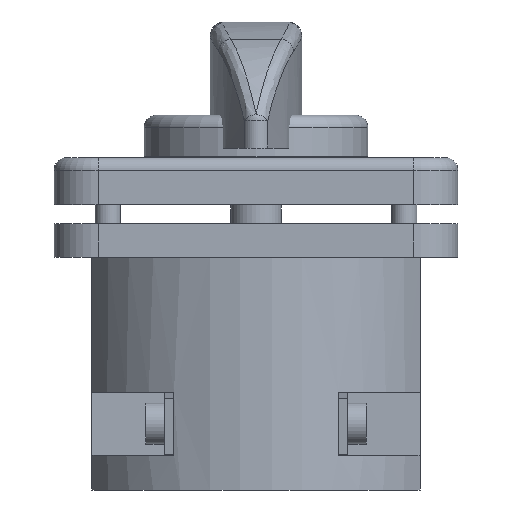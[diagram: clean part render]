
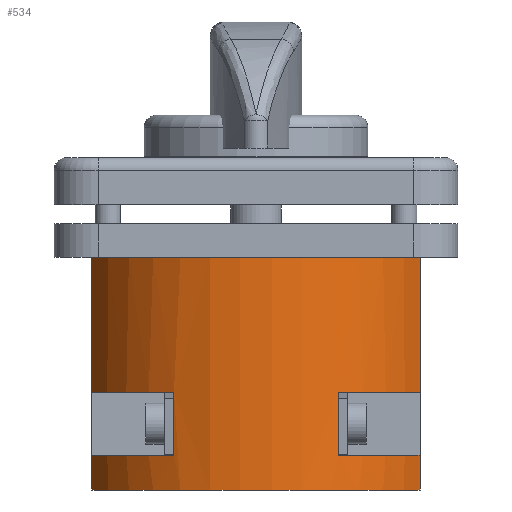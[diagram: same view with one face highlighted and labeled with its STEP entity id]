
A CAD part, front view. The second image highlights one B-rep face of the part: STEP entity #534.
In plain terms, the highlighted cylindrical face has radius 29.1 mm (diameter 58.2 mm), a partial arc.
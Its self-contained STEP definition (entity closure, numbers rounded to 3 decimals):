
#21 = FACE_OUTER_BOUND ( 'NONE', #7847, .T. ) ;
#445 = ORIENTED_EDGE ( 'NONE', *, *, #8523, .T. ) ;
#513 = CARTESIAN_POINT ( 'NONE',  ( -26., -13.069, -42.2 ) ) ;
#534 = ADVANCED_FACE ( 'NONE', ( #21 ), #8812, .T. ) ;
#542 = DIRECTION ( 'NONE',  ( 0., 0., 1. ) ) ;
#634 = DIRECTION ( 'NONE',  ( 0., 0., -1. ) ) ;
#660 = CARTESIAN_POINT ( 'NONE',  ( 0., 0., -26.7 ) ) ;
#684 = CARTESIAN_POINT ( 'NONE',  ( 26., -13.069, -42.2 ) ) ;
#687 = CARTESIAN_POINT ( 'NONE',  ( 0., 0., -5.3 ) ) ;
#779 = VECTOR ( 'NONE', #8839, 1000. ) ;
#993 = CIRCLE ( 'NONE', #7471, 29.1 ) ;
#1114 = CARTESIAN_POINT ( 'NONE',  ( 26., -13.069, -26.7 ) ) ;
#1248 = CIRCLE ( 'NONE', #7474, 29.1 ) ;
#1332 = CARTESIAN_POINT ( 'NONE',  ( 26., -13.069, -42.2 ) ) ;
#1361 = CARTESIAN_POINT ( 'NONE',  ( 13., -26.035, -42.2 ) ) ;
#1391 = DIRECTION ( 'NONE',  ( 1., 0., 0. ) ) ;
#1417 = DIRECTION ( 'NONE',  ( -1., 0., 0. ) ) ;
#1436 = CARTESIAN_POINT ( 'NONE',  ( -26., -13.069, -5.3 ) ) ;
#1463 = VECTOR ( 'NONE', #542, 1000. ) ;
#1737 = VERTEX_POINT ( 'NONE', #6698 ) ;
#1789 = ORIENTED_EDGE ( 'NONE', *, *, #8537, .F. ) ;
#1851 = DIRECTION ( 'NONE',  ( 1., 0., 0. ) ) ;
#1873 = CARTESIAN_POINT ( 'NONE',  ( -13., -26.035, -42.2 ) ) ;
#1930 = LINE ( 'NONE', #513, #1463 ) ;
#1932 = VERTEX_POINT ( 'NONE', #1114 ) ;
#2004 = VERTEX_POINT ( 'NONE', #3422 ) ;
#2011 = DIRECTION ( 'NONE',  ( 0., 0., -1. ) ) ;
#2073 = DIRECTION ( 'NONE',  ( 0., 0., 1. ) ) ;
#2120 = ORIENTED_EDGE ( 'NONE', *, *, #8533, .F. ) ;
#2131 = CARTESIAN_POINT ( 'NONE',  ( 26., -13.069, -42.2 ) ) ;
#2461 = VERTEX_POINT ( 'NONE', #5071 ) ;
#2477 = VERTEX_POINT ( 'NONE', #3021 ) ;
#2507 = LINE ( 'NONE', #3640, #4630 ) ;
#2755 = CIRCLE ( 'NONE', #7456, 29.1 ) ;
#2819 = DIRECTION ( 'NONE',  ( 0., 0., 1. ) ) ;
#2849 = DIRECTION ( 'NONE',  ( 0., 0., 1. ) ) ;
#2915 = CARTESIAN_POINT ( 'NONE',  ( 26., -13.069, -36.7 ) ) ;
#2938 = DIRECTION ( 'NONE',  ( 0., 0., 1. ) ) ;
#3021 = CARTESIAN_POINT ( 'NONE',  ( -13., -26.035, -26.7 ) ) ;
#3163 = ORIENTED_EDGE ( 'NONE', *, *, #8565, .F. ) ;
#3199 = LINE ( 'NONE', #1332, #4841 ) ;
#3422 = CARTESIAN_POINT ( 'NONE',  ( -13., -26.035, -36.7 ) ) ;
#3640 = CARTESIAN_POINT ( 'NONE',  ( -26., -13.069, -42.2 ) ) ;
#3864 = VECTOR ( 'NONE', #7884, 1000. ) ;
#3926 = CARTESIAN_POINT ( 'NONE',  ( -26., -13.069, -26.7 ) ) ;
#4223 = ORIENTED_EDGE ( 'NONE', *, *, #8552, .T. ) ;
#4610 = ORIENTED_EDGE ( 'NONE', *, *, #8459, .T. ) ;
#4630 = VECTOR ( 'NONE', #8147, 1000. ) ;
#4667 = CARTESIAN_POINT ( 'NONE',  ( 26., -13.069, -5.3 ) ) ;
#4841 = VECTOR ( 'NONE', #2073, 1000. ) ;
#4885 = CARTESIAN_POINT ( 'NONE',  ( -26., -13.069, -36.7 ) ) ;
#5071 = CARTESIAN_POINT ( 'NONE',  ( -26., -13.069, -42.2 ) ) ;
#5148 = VERTEX_POINT ( 'NONE', #684 ) ;
#5410 = AXIS2_PLACEMENT_3D ( 'NONE', #7143, #7862, #1851 ) ;
#5556 = DIRECTION ( 'NONE',  ( 0., 0., -1. ) ) ;
#5582 = DIRECTION ( 'NONE',  ( 0., 0., 1. ) ) ;
#5592 = LINE ( 'NONE', #1873, #3864 ) ;
#5798 = ORIENTED_EDGE ( 'NONE', *, *, #8519, .T. ) ;
#6057 = VERTEX_POINT ( 'NONE', #4885 ) ;
#6102 = CARTESIAN_POINT ( 'NONE',  ( 0., 0., -36.7 ) ) ;
#6103 = CIRCLE ( 'NONE', #7444, 29.1 ) ;
#6146 = ORIENTED_EDGE ( 'NONE', *, *, #8569, .T. ) ;
#6153 = VERTEX_POINT ( 'NONE', #2915 ) ;
#6283 = LINE ( 'NONE', #2131, #779 ) ;
#6466 = LINE ( 'NONE', #1361, #7985 ) ;
#6512 = ORIENTED_EDGE ( 'NONE', *, *, #8498, .F. ) ;
#6664 = CIRCLE ( 'NONE', #7487, 29.1 ) ;
#6693 = DIRECTION ( 'NONE',  ( 1., 0., 0. ) ) ;
#6698 = CARTESIAN_POINT ( 'NONE',  ( 13., -26.035, -36.7 ) ) ;
#6732 = CARTESIAN_POINT ( 'NONE',  ( 0., 0., -42.2 ) ) ;
#6758 = CARTESIAN_POINT ( 'NONE',  ( 0., 0., -36.7 ) ) ;
#6822 = CIRCLE ( 'NONE', #7514, 29.1 ) ;
#6825 = CARTESIAN_POINT ( 'NONE',  ( 0., 0., -26.7 ) ) ;
#6940 = ORIENTED_EDGE ( 'NONE', *, *, #8535, .F. ) ;
#7007 = VERTEX_POINT ( 'NONE', #7043 ) ;
#7041 = VERTEX_POINT ( 'NONE', #3926 ) ;
#7043 = CARTESIAN_POINT ( 'NONE',  ( 13., -26.035, -26.7 ) ) ;
#7114 = VERTEX_POINT ( 'NONE', #4667 ) ;
#7143 = CARTESIAN_POINT ( 'NONE',  ( 0., 0., -42.2 ) ) ;
#7356 = DIRECTION ( 'NONE',  ( 1., 0., 0. ) ) ;
#7384 = VERTEX_POINT ( 'NONE', #1436 ) ;
#7388 = DIRECTION ( 'NONE',  ( -1., 0., 0. ) ) ;
#7444 = AXIS2_PLACEMENT_3D ( 'NONE', #6825, #2938, #7481 ) ;
#7456 = AXIS2_PLACEMENT_3D ( 'NONE', #687, #5582, #1417 ) ;
#7471 = AXIS2_PLACEMENT_3D ( 'NONE', #660, #5556, #1391 ) ;
#7474 = AXIS2_PLACEMENT_3D ( 'NONE', #6758, #2849, #7388 ) ;
#7481 = DIRECTION ( 'NONE',  ( -1., 0., 0. ) ) ;
#7487 = AXIS2_PLACEMENT_3D ( 'NONE', #6732, #2819, #7356 ) ;
#7514 = AXIS2_PLACEMENT_3D ( 'NONE', #6102, #2011, #6693 ) ;
#7847 = EDGE_LOOP ( 'NONE', ( #4610, #8275, #6512, #5798, #445, #2120, #6940, #1789, #4223, #8175, #3163, #6146 ) ) ;
#7862 = DIRECTION ( 'NONE',  ( 0., 0., 1. ) ) ;
#7884 = DIRECTION ( 'NONE',  ( 0., 0., -1. ) ) ;
#7985 = VECTOR ( 'NONE', #634, 1000. ) ;
#8147 = DIRECTION ( 'NONE',  ( 0., 0., 1. ) ) ;
#8175 = ORIENTED_EDGE ( 'NONE', *, *, #8554, .F. ) ;
#8275 = ORIENTED_EDGE ( 'NONE', *, *, #8497, .T. ) ;
#8459 = EDGE_CURVE ( 'NONE', #2477, #2004, #5592, .T. ) ;
#8497 = EDGE_CURVE ( 'NONE', #2004, #6057, #6822, .T. ) ;
#8498 = EDGE_CURVE ( 'NONE', #2461, #6057, #1930, .T. ) ;
#8519 = EDGE_CURVE ( 'NONE', #2461, #5148, #6664, .T. ) ;
#8523 = EDGE_CURVE ( 'NONE', #5148, #6153, #3199, .T. ) ;
#8533 = EDGE_CURVE ( 'NONE', #1737, #6153, #1248, .T. ) ;
#8535 = EDGE_CURVE ( 'NONE', #7007, #1737, #6466, .T. ) ;
#8537 = EDGE_CURVE ( 'NONE', #1932, #7007, #993, .T. ) ;
#8552 = EDGE_CURVE ( 'NONE', #1932, #7114, #6283, .T. ) ;
#8554 = EDGE_CURVE ( 'NONE', #7384, #7114, #2755, .T. ) ;
#8565 = EDGE_CURVE ( 'NONE', #7041, #7384, #2507, .T. ) ;
#8569 = EDGE_CURVE ( 'NONE', #7041, #2477, #6103, .T. ) ;
#8812 = CYLINDRICAL_SURFACE ( 'NONE', #5410, 29.1 ) ;
#8839 = DIRECTION ( 'NONE',  ( 0., 0., 1. ) ) ;
